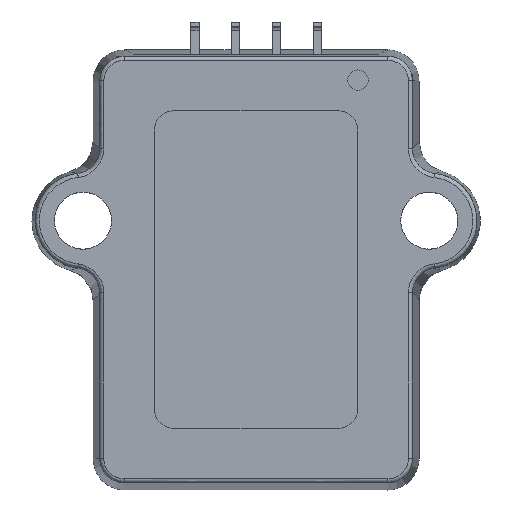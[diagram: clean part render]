
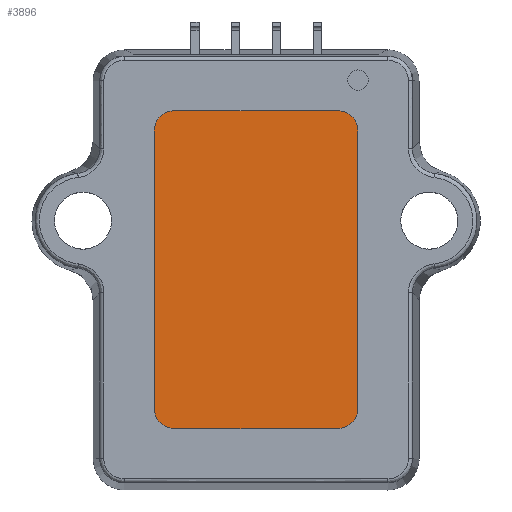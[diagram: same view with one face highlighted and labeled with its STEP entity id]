
A CAD part, top view. The second image highlights one B-rep face of the part: STEP entity #3896.
In plain terms, the highlighted planar face has unit normal (0, 0, 1).
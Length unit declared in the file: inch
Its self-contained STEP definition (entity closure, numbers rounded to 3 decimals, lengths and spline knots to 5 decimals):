
#703 = AXIS2_PLACEMENT_3D ( 'NONE', #4028, #11950, #1787 ) ;
#745 = CARTESIAN_POINT ( 'NONE',  ( 2.21277, 2.02217, 0.895 ) ) ;
#1064 = VERTEX_POINT ( 'NONE', #745 ) ;
#1381 = VERTEX_POINT ( 'NONE', #7310 ) ;
#1787 = DIRECTION ( 'NONE',  ( -1., 0., 0. ) ) ;
#1844 = AXIS2_PLACEMENT_3D ( 'NONE', #3354, #2264, #5720 ) ;
#1861 = ORIENTED_EDGE ( 'NONE', *, *, #6929, .T. ) ;
#1994 = CARTESIAN_POINT ( 'NONE',  ( 2.16277, 2.07217, 0.895 ) ) ;
#2105 = DIRECTION ( 'NONE',  ( 0., 1., 0. ) ) ;
#2179 = VERTEX_POINT ( 'NONE', #3381 ) ;
#2264 = DIRECTION ( 'NONE',  ( 0., 0., 1. ) ) ;
#2390 = ORIENTED_EDGE ( 'NONE', *, *, #7203, .T. ) ;
#2427 = CIRCLE ( 'NONE', #6568, 0.05 ) ;
#2500 = ORIENTED_EDGE ( 'NONE', *, *, #7524, .T. ) ;
#3099 = DIRECTION ( 'NONE',  ( 0., -1., 0. ) ) ;
#3130 = AXIS2_PLACEMENT_3D ( 'NONE', #14258, #12027, #4379 ) ;
#3221 = LINE ( 'NONE', #14038, #7259 ) ;
#3354 = CARTESIAN_POINT ( 'NONE',  ( 2.16277, 1.34217, 0.895 ) ) ;
#3381 = CARTESIAN_POINT ( 'NONE',  ( 2.16277, 1.29217, 0.895 ) ) ;
#3874 = VERTEX_POINT ( 'NONE', #8246 ) ;
#3896 = ADVANCED_FACE ( 'NONE', ( #5973 ), #10482, .T. ) ;
#3929 = CIRCLE ( 'NONE', #703, 0.05 ) ;
#4028 = CARTESIAN_POINT ( 'NONE',  ( 1.76277, 2.02217, 0.895 ) ) ;
#4257 = VERTEX_POINT ( 'NONE', #1994 ) ;
#4379 = DIRECTION ( 'NONE',  ( 1., 0., 0. ) ) ;
#4508 = ORIENTED_EDGE ( 'NONE', *, *, #7449, .T. ) ;
#4532 = ORIENTED_EDGE ( 'NONE', *, *, #11161, .T. ) ;
#4871 = LINE ( 'NONE', #5152, #4969 ) ;
#4969 = VECTOR ( 'NONE', #7256, 39.37008 ) ;
#5152 = CARTESIAN_POINT ( 'NONE',  ( 1.76277, 2.07217, 0.895 ) ) ;
#5493 = EDGE_CURVE ( 'NONE', #2179, #3874, #11994, .T. ) ;
#5720 = DIRECTION ( 'NONE',  ( -1., 0., 0. ) ) ;
#5769 = ORIENTED_EDGE ( 'NONE', *, *, #5493, .T. ) ;
#5882 = CARTESIAN_POINT ( 'NONE',  ( 1.76277, 1.29217, 0.895 ) ) ;
#5973 = FACE_OUTER_BOUND ( 'NONE', #12246, .T. ) ;
#6438 = LINE ( 'NONE', #11799, #10258 ) ;
#6482 = CARTESIAN_POINT ( 'NONE',  ( 1.71277, 1.34217, 0.895 ) ) ;
#6568 = AXIS2_PLACEMENT_3D ( 'NONE', #7892, #12291, #13309 ) ;
#6929 = EDGE_CURVE ( 'NONE', #1381, #10096, #8578, .T. ) ;
#7203 = EDGE_CURVE ( 'NONE', #12402, #2179, #3221, .T. ) ;
#7256 = DIRECTION ( 'NONE',  ( -1., 0., 0. ) ) ;
#7259 = VECTOR ( 'NONE', #13164, 39.37008 ) ;
#7310 = CARTESIAN_POINT ( 'NONE',  ( 1.71277, 2.02217, 0.895 ) ) ;
#7449 = EDGE_CURVE ( 'NONE', #1064, #4257, #8200, .T. ) ;
#7478 = EDGE_CURVE ( 'NONE', #4257, #9052, #4871, .T. ) ;
#7524 = EDGE_CURVE ( 'NONE', #3874, #1064, #6438, .T. ) ;
#7892 = CARTESIAN_POINT ( 'NONE',  ( 1.76277, 1.34217, 0.895 ) ) ;
#8200 = CIRCLE ( 'NONE', #9349, 0.05 ) ;
#8246 = CARTESIAN_POINT ( 'NONE',  ( 2.21277, 1.34217, 0.895 ) ) ;
#8325 = CARTESIAN_POINT ( 'NONE',  ( 1.76277, 2.07217, 0.895 ) ) ;
#8578 = LINE ( 'NONE', #12967, #10020 ) ;
#8976 = EDGE_CURVE ( 'NONE', #10096, #12402, #2427, .T. ) ;
#9052 = VERTEX_POINT ( 'NONE', #8325 ) ;
#9265 = DIRECTION ( 'NONE',  ( -1., 0., 0. ) ) ;
#9347 = CARTESIAN_POINT ( 'NONE',  ( 2.16277, 2.02217, 0.895 ) ) ;
#9349 = AXIS2_PLACEMENT_3D ( 'NONE', #9347, #11588, #9265 ) ;
#10020 = VECTOR ( 'NONE', #3099, 39.37008 ) ;
#10096 = VERTEX_POINT ( 'NONE', #6482 ) ;
#10258 = VECTOR ( 'NONE', #2105, 39.37008 ) ;
#10482 = PLANE ( 'NONE',  #3130 ) ;
#11161 = EDGE_CURVE ( 'NONE', #9052, #1381, #3929, .T. ) ;
#11311 = ORIENTED_EDGE ( 'NONE', *, *, #7478, .T. ) ;
#11588 = DIRECTION ( 'NONE',  ( 0., 0., 1. ) ) ;
#11799 = CARTESIAN_POINT ( 'NONE',  ( 2.21277, 1.34217, 0.895 ) ) ;
#11950 = DIRECTION ( 'NONE',  ( 0., 0., 1. ) ) ;
#11994 = CIRCLE ( 'NONE', #1844, 0.05 ) ;
#12027 = DIRECTION ( 'NONE',  ( 0., 0., 1. ) ) ;
#12246 = EDGE_LOOP ( 'NONE', ( #11311, #4532, #1861, #12378, #2390, #5769, #2500, #4508 ) ) ;
#12291 = DIRECTION ( 'NONE',  ( 0., 0., 1. ) ) ;
#12378 = ORIENTED_EDGE ( 'NONE', *, *, #8976, .T. ) ;
#12402 = VERTEX_POINT ( 'NONE', #5882 ) ;
#12967 = CARTESIAN_POINT ( 'NONE',  ( 1.71277, 1.34217, 0.895 ) ) ;
#13164 = DIRECTION ( 'NONE',  ( 1., 0., 0. ) ) ;
#13309 = DIRECTION ( 'NONE',  ( -1., 0., 0. ) ) ;
#14038 = CARTESIAN_POINT ( 'NONE',  ( 1.76277, 1.29217, 0.895 ) ) ;
#14258 = CARTESIAN_POINT ( 'NONE',  ( 1.71277, 2.07217, 0.895 ) ) ;
